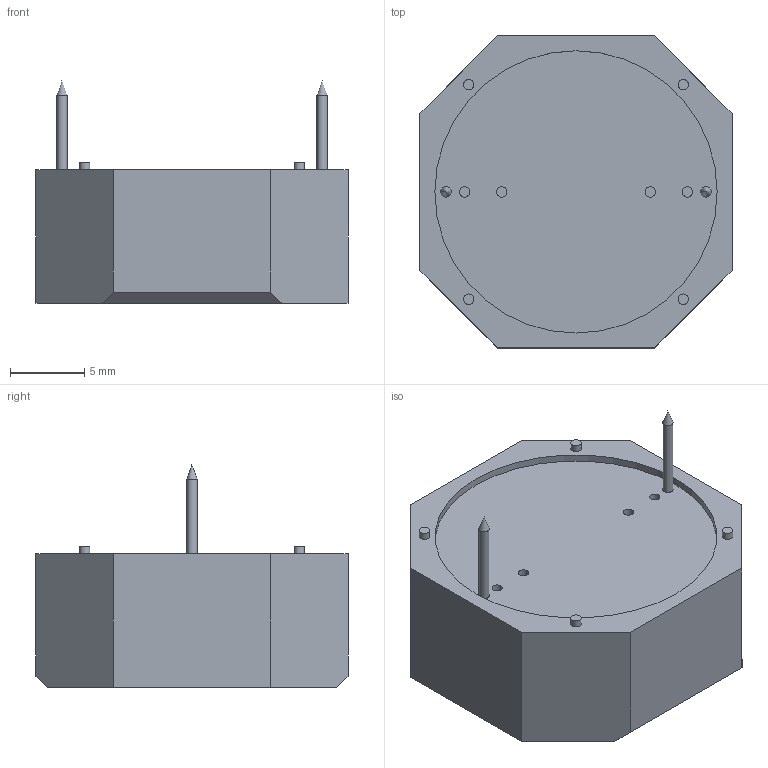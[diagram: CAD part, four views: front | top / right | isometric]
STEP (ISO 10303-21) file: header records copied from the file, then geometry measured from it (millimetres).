
FILE_DESCRIPTION((''),'2;1');
FILE_NAME('SMA(T)-21 P17.5.stp','2009-06-04T10:13:08',('kris'),(''),'Autodesk Inventor 2010','Autodesk Inventor 2010','');
FILE_SCHEMA(('AUTOMOTIVE_DESIGN { 1 0 10303 214 1 1 1 1 }'));
Length unit declared in the file: millimetre
Products named in the file (5): SMA-21 P17.5; behuizing SMA21; Membraam; Print; Pin
Assembly tree (5 placements, depth 2):
  SMA-21 P17.5
    behuizing SMA21
    Membraam
    Print
    Pin  x2
Bounding box: 21 x 21 x 15.01 mm (x, y, z)
Volume: 1766.9 mm3; surface area: 3171.4 mm2
Topology: 5 solids, 5 shells, 509 faces, 1328 edges, 885 vertices
Faces by surface type: plane 341, bspline 144, cylinder 22, cone 2
Full cylindrical faces by diameter (mm): 0.7 x12, 1.513 x1, 3.655 x1, 3.96 x1, 4 x1, 4.127 x1, 4.432 x1, 19 x3
Entity records: 16613 total; most frequent: CARTESIAN_POINT 4545, ORIENTED_EDGE 2600, DIRECTION 1800, EDGE_CURVE 1300, VECTOR 970, LINE 970, VERTEX_POINT 880, EDGE_LOOP 586
